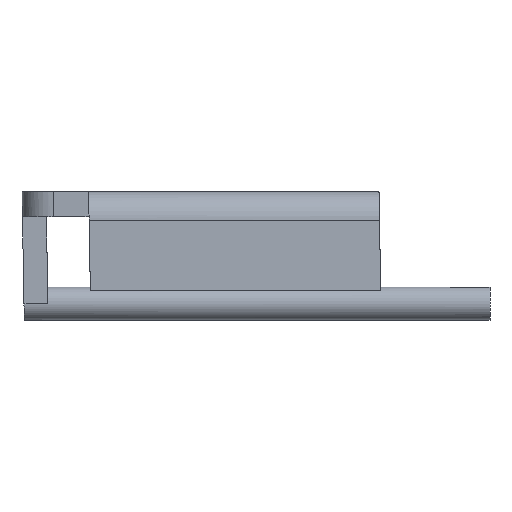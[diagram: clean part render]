
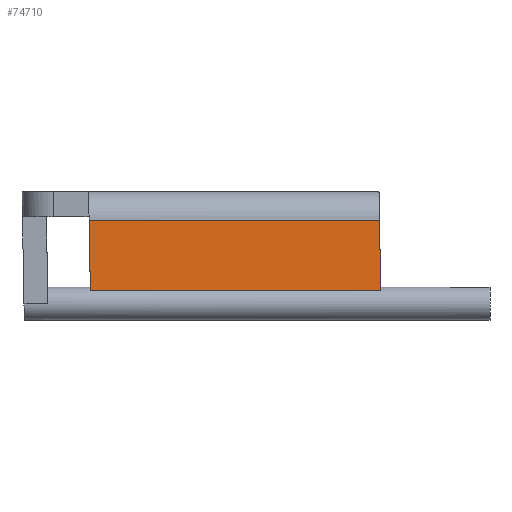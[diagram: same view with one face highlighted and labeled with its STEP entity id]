
A CAD part, left-side view. The second image highlights one B-rep face of the part: STEP entity #74710.
In plain terms, the highlighted planar face has unit normal (-1, 0, 0.018).
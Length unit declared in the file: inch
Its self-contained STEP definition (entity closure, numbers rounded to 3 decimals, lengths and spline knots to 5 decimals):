
#1696 = VECTOR ( 'NONE', #68351, 39.37008 ) ;
#11449 = VECTOR ( 'NONE', #66229, 39.37008 ) ;
#11738 = DIRECTION ( 'NONE',  ( 0.017, 0., 1. ) ) ;
#14942 = CARTESIAN_POINT ( 'NONE',  ( -2.33204, -0.77693, -0.46063 ) ) ;
#15287 = CARTESIAN_POINT ( 'NONE',  ( -2.33204, 0.76772, -0.46063 ) ) ;
#16960 = EDGE_CURVE ( 'NONE', #87045, #55151, #66009, .T. ) ;
#20732 = EDGE_CURVE ( 'NONE', #81142, #55151, #66437, .T. ) ;
#21329 = LINE ( 'NONE', #85958, #11449 ) ;
#21400 = ORIENTED_EDGE ( 'NONE', *, *, #16960, .F. ) ;
#25375 = AXIS2_PLACEMENT_3D ( 'NONE', #25855, #60500, #11738 ) ;
#25855 = CARTESIAN_POINT ( 'NONE',  ( -2.32283, -1.30834, 0.06693 ) ) ;
#32247 = CARTESIAN_POINT ( 'NONE',  ( -2.33204, 0.76772, -0.46063 ) ) ;
#35186 = DIRECTION ( 'NONE',  ( 0.017, 0.017, 1. ) ) ;
#37568 = CARTESIAN_POINT ( 'NONE',  ( -2.32554, -0.77042, -0.0878 ) ) ;
#38726 = VECTOR ( 'NONE', #35186, 39.37008 ) ;
#39446 = EDGE_LOOP ( 'NONE', ( #74449, #53352, #21400, #45060 ) ) ;
#39794 = VERTEX_POINT ( 'NONE', #70581 ) ;
#45060 = ORIENTED_EDGE ( 'NONE', *, *, #90873, .F. ) ;
#50766 = LINE ( 'NONE', #15287, #38726 ) ;
#53352 = ORIENTED_EDGE ( 'NONE', *, *, #20732, .T. ) ;
#54834 = CARTESIAN_POINT ( 'NONE',  ( -2.33204, -1.30834, -0.46063 ) ) ;
#55151 = VERTEX_POINT ( 'NONE', #14942 ) ;
#58335 = VECTOR ( 'NONE', #86762, 39.37008 ) ;
#60500 = DIRECTION ( 'NONE',  ( -1., 0., 0.017 ) ) ;
#66009 = LINE ( 'NONE', #37568, #58335 ) ;
#66229 = DIRECTION ( 'NONE',  ( 0., -1., 0. ) ) ;
#66437 = LINE ( 'NONE', #54834, #1696 ) ;
#67017 = EDGE_CURVE ( 'NONE', #81142, #39794, #50766, .T. ) ;
#68351 = DIRECTION ( 'NONE',  ( 0., -1., 0. ) ) ;
#68782 = PLANE ( 'NONE',  #25375 ) ;
#70581 = CARTESIAN_POINT ( 'NONE',  ( -2.32554, 0.77422, -0.0878 ) ) ;
#74449 = ORIENTED_EDGE ( 'NONE', *, *, #67017, .F. ) ;
#74710 = ADVANCED_FACE ( 'NONE', ( #88849 ), #68782, .T. ) ;
#81142 = VERTEX_POINT ( 'NONE', #32247 ) ;
#85958 = CARTESIAN_POINT ( 'NONE',  ( -2.32554, -1.30834, -0.0878 ) ) ;
#86762 = DIRECTION ( 'NONE',  ( -0.017, -0.017, -1. ) ) ;
#87045 = VERTEX_POINT ( 'NONE', #91119 ) ;
#88849 = FACE_OUTER_BOUND ( 'NONE', #39446, .T. ) ;
#90873 = EDGE_CURVE ( 'NONE', #39794, #87045, #21329, .T. ) ;
#91119 = CARTESIAN_POINT ( 'NONE',  ( -2.32554, -0.77042, -0.0878 ) ) ;
